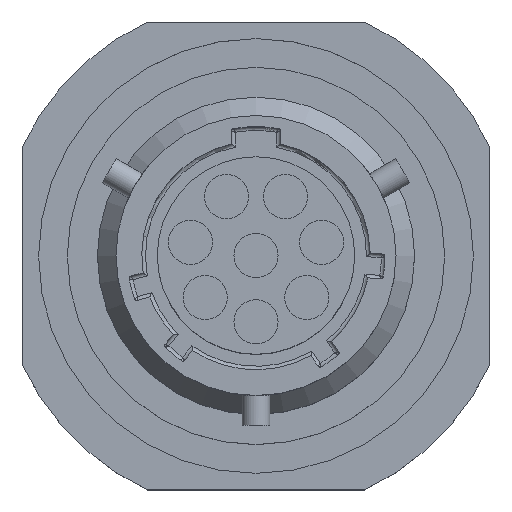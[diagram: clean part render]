
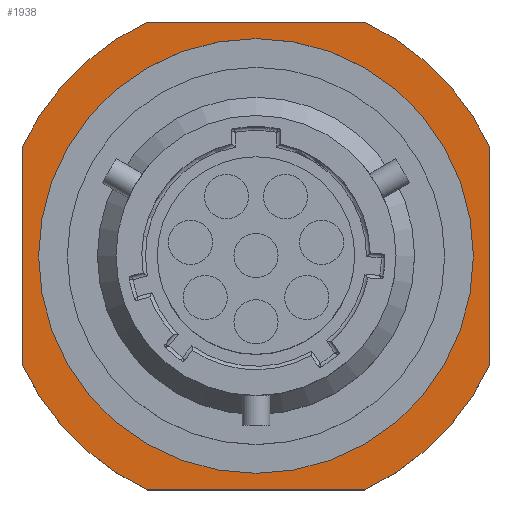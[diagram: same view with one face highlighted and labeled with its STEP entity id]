
A CAD part, top view. The second image highlights one B-rep face of the part: STEP entity #1938.
In plain terms, the highlighted planar face has unit normal (0, 0, 1).
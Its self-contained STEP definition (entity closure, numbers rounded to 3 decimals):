
#76=LINE($,#3207,#152);
#84=LINE($,#3229,#160);
#85=LINE($,#3230,#161);
#86=LINE($,#3231,#162);
#152=VECTOR($,#2643,14.729);
#160=VECTOR($,#2667,14.729);
#161=VECTOR($,#2668,14.729);
#162=VECTOR($,#2669,14.729);
#297=FACE_BOUND($,#671,.T.);
#463=FACE_OUTER_BOUND($,#670,.T.);
#670=EDGE_LOOP($,(#1455,#1456,#1457,#1458,#1459,#1460,#1461,#1462));
#671=EDGE_LOOP($,(#1463));
#823=CIRCLE($,#2198,17.5);
#825=CIRCLE($,#2201,17.5);
#829=CIRCLE($,#2208,17.5);
#830=CIRCLE($,#2210,17.5);
#831=CIRCLE($,#2212,14.75);
#952=VERTEX_POINT($,#3186);
#953=VERTEX_POINT($,#3187);
#956=VERTEX_POINT($,#3195);
#957=VERTEX_POINT($,#3196);
#960=VERTEX_POINT($,#3204);
#965=VERTEX_POINT($,#3219);
#966=VERTEX_POINT($,#3223);
#967=VERTEX_POINT($,#3224);
#968=VERTEX_POINT($,#3232);
#1125=EDGE_CURVE($,#952,#953,#823,.T.);
#1129=EDGE_CURVE($,#956,#957,#825,.T.);
#1134=EDGE_CURVE($,#960,#952,#76,.T.);
#1142=EDGE_CURVE($,#960,#965,#829,.T.);
#1143=EDGE_CURVE($,#966,#967,#830,.T.);
#1146=EDGE_CURVE($,#966,#965,#84,.T.);
#1147=EDGE_CURVE($,#957,#967,#85,.T.);
#1148=EDGE_CURVE($,#953,#956,#86,.T.);
#1149=EDGE_CURVE($,#968,#968,#831,.T.);
#1455=ORIENTED_EDGE($,*,*,#1142,.T.);
#1456=ORIENTED_EDGE($,*,*,#1146,.F.);
#1457=ORIENTED_EDGE($,*,*,#1143,.T.);
#1458=ORIENTED_EDGE($,*,*,#1147,.F.);
#1459=ORIENTED_EDGE($,*,*,#1129,.F.);
#1460=ORIENTED_EDGE($,*,*,#1148,.F.);
#1461=ORIENTED_EDGE($,*,*,#1125,.F.);
#1462=ORIENTED_EDGE($,*,*,#1134,.F.);
#1463=ORIENTED_EDGE($,*,*,#1149,.F.);
#1831=PLANE($,#2211);
#1938=ADVANCED_FACE($,(#463,#297),#1831,.F.);
#2198=AXIS2_PLACEMENT_3D($,#3188,#2626,#2627);
#2201=AXIS2_PLACEMENT_3D($,#3197,#2634,#2635);
#2208=AXIS2_PLACEMENT_3D($,#3221,#2657,#2658);
#2210=AXIS2_PLACEMENT_3D($,#3225,#2661,#2662);
#2211=AXIS2_PLACEMENT_3D($,#3228,#2665,#2666);
#2212=AXIS2_PLACEMENT_3D($,#3233,#2670,#2671);
#2626=DIRECTION('center_axis',(0.,0.,-1.));
#2627=DIRECTION('ref_axis',(0.421,0.907,0.));
#2634=DIRECTION('center_axis',(0.,0.,-1.));
#2635=DIRECTION('ref_axis',(0.907,-0.421,0.));
#2643=DIRECTION($,(1.,0.,0.));
#2657=DIRECTION('center_axis',(0.,0.,1.));
#2658=DIRECTION('ref_axis',(-0.421,0.907,0.));
#2661=DIRECTION('center_axis',(0.,0.,1.));
#2662=DIRECTION('ref_axis',(-0.907,-0.421,0.));
#2665=DIRECTION('center_axis',(0.,0.,-1.));
#2666=DIRECTION('ref_axis',(-1.,0.,0.));
#2667=DIRECTION($,(0.,1.,0.));
#2668=DIRECTION($,(-1.,0.,0.));
#2669=DIRECTION($,(0.,-1.,0.));
#2670=DIRECTION('center_axis',(0.,0.,1.));
#2671=DIRECTION('ref_axis',(0.,1.,0.));
#3186=CARTESIAN_POINT('',(7.364,15.875,5.82));
#3187=CARTESIAN_POINT('',(15.875,7.364,5.82));
#3188=CARTESIAN_POINT('Origin',(0.,0.,5.82));
#3195=CARTESIAN_POINT('',(15.875,-7.364,5.82));
#3196=CARTESIAN_POINT('',(7.364,-15.875,5.82));
#3197=CARTESIAN_POINT('Origin',(0.,0.,5.82));
#3204=CARTESIAN_POINT('',(-7.364,15.875,5.82));
#3207=CARTESIAN_POINT($,(-7.364,15.875,5.82));
#3219=CARTESIAN_POINT('',(-15.875,7.364,5.82));
#3221=CARTESIAN_POINT('Origin',(0.,0.,5.82));
#3223=CARTESIAN_POINT('',(-15.875,-7.364,5.82));
#3224=CARTESIAN_POINT('',(-7.364,-15.875,5.82));
#3225=CARTESIAN_POINT('Origin',(0.,0.,5.82));
#3228=CARTESIAN_POINT('Origin',(17.463,17.463,5.82));
#3229=CARTESIAN_POINT($,(-15.875,-7.364,5.82));
#3230=CARTESIAN_POINT($,(7.364,-15.875,5.82));
#3231=CARTESIAN_POINT($,(15.875,7.364,5.82));
#3232=CARTESIAN_POINT('',(0.,-14.75,5.82));
#3233=CARTESIAN_POINT('Origin',(0.,0.,5.82));
